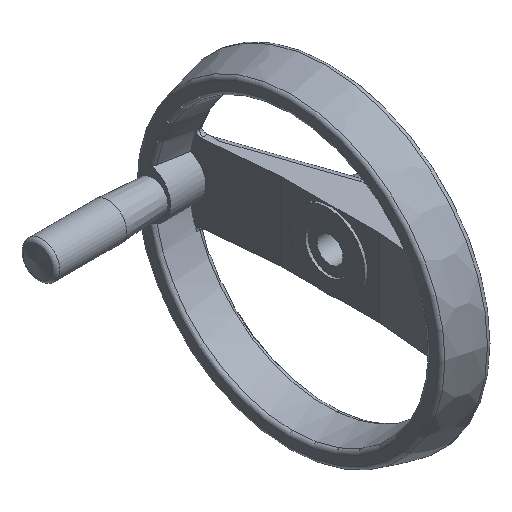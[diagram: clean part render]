
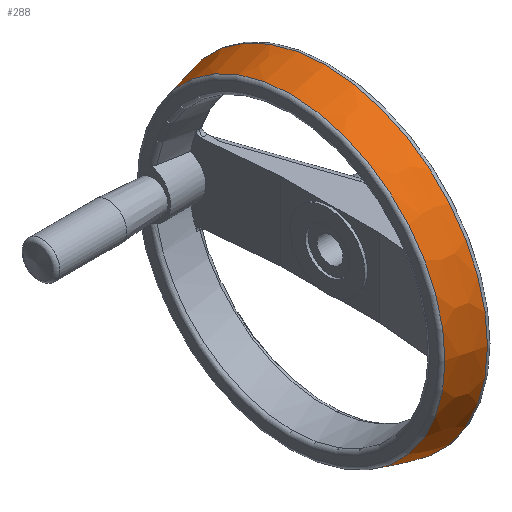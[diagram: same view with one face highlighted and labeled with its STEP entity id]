
A CAD part, isometric view. The second image highlights one B-rep face of the part: STEP entity #288.
In plain terms, the highlighted free-form (B-spline) face has degree [3, 3] with [4, 7] control points.
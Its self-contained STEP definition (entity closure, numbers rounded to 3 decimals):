
#97=(
BOUNDED_SURFACE()
B_SPLINE_SURFACE(3,3,((#1543,#1544,#1545,#1546,#1547,#1548,#1549),(#1550,
#1551,#1552,#1553,#1554,#1555,#1556),(#1557,#1558,#1559,#1560,#1561,#1562,
#1563),(#1564,#1565,#1566,#1567,#1568,#1569,#1570)),.UNSPECIFIED.,.F.,.T.,
.F.)
B_SPLINE_SURFACE_WITH_KNOTS((4,4),(1,3,3,3,1),(0.,1.),(-0.5,0.,0.5,1.,1.5),
.UNSPECIFIED.)
GEOMETRIC_REPRESENTATION_ITEM()
RATIONAL_B_SPLINE_SURFACE(((1.,0.333,0.333,1.,0.333,
0.333,1.),(1.,0.333,0.333,
1.,0.333,0.333,1.),
(1.,0.333,0.333,1.,
0.333,0.333,1.),(1.,0.333,
0.333,1.,0.333,0.333,1.)))
REPRESENTATION_ITEM('')
SURFACE()
);
#288=ADVANCED_FACE('',(#346,#347),#97,.T.);
#346=FACE_BOUND('',#404,.T.);
#347=FACE_BOUND('',#405,.T.);
#404=EDGE_LOOP('',(#553));
#405=EDGE_LOOP('',(#554));
#553=ORIENTED_EDGE('',*,*,#821,.F.);
#554=ORIENTED_EDGE('',*,*,#820,.T.);
#723=VERTEX_POINT('',#1539);
#724=VERTEX_POINT('',#1542);
#820=EDGE_CURVE('',#723,#723,#877,.T.);
#821=EDGE_CURVE('',#724,#724,#878,.T.);
#877=CIRCLE('',#954,118.636);
#878=CIRCLE('',#956,125.244);
#954=AXIS2_PLACEMENT_3D('',#1538,#1133,#1134);
#956=AXIS2_PLACEMENT_3D('',#1541,#1137,#1138);
#1133=DIRECTION('',(1.,0.,0.));
#1134=DIRECTION('',(0.,0.,-1.));
#1137=DIRECTION('',(1.,0.,0.));
#1138=DIRECTION('',(0.,0.,-1.));
#1538=CARTESIAN_POINT('',(390.161,353.,0.));
#1539=CARTESIAN_POINT('',(390.161,353.,-118.636));
#1541=CARTESIAN_POINT('',(416.373,353.,0.));
#1542=CARTESIAN_POINT('',(416.373,353.,-125.244));
#1543=CARTESIAN_POINT('',(416.373,353.,-125.244));
#1544=CARTESIAN_POINT('',(416.373,603.488,-125.244));
#1545=CARTESIAN_POINT('',(416.373,603.488,125.244));
#1546=CARTESIAN_POINT('',(416.373,353.,125.244));
#1547=CARTESIAN_POINT('',(416.373,102.512,125.244));
#1548=CARTESIAN_POINT('',(416.373,102.512,-125.244));
#1549=CARTESIAN_POINT('',(416.373,353.,-125.244));
#1550=CARTESIAN_POINT('',(407.558,353.,-123.36));
#1551=CARTESIAN_POINT('',(407.558,599.721,-123.36));
#1552=CARTESIAN_POINT('',(407.558,599.721,123.36));
#1553=CARTESIAN_POINT('',(407.558,353.,123.36));
#1554=CARTESIAN_POINT('',(407.558,106.279,123.36));
#1555=CARTESIAN_POINT('',(407.558,106.279,-123.36));
#1556=CARTESIAN_POINT('',(407.558,353.,-123.36));
#1557=CARTESIAN_POINT('',(398.816,353.,-121.157));
#1558=CARTESIAN_POINT('',(398.816,595.314,-121.157));
#1559=CARTESIAN_POINT('',(398.816,595.314,121.157));
#1560=CARTESIAN_POINT('',(398.816,353.,121.157));
#1561=CARTESIAN_POINT('',(398.816,110.686,121.157));
#1562=CARTESIAN_POINT('',(398.816,110.686,-121.157));
#1563=CARTESIAN_POINT('',(398.816,353.,-121.157));
#1564=CARTESIAN_POINT('',(390.161,353.,-118.636));
#1565=CARTESIAN_POINT('',(390.161,590.273,-118.636));
#1566=CARTESIAN_POINT('',(390.161,590.273,118.636));
#1567=CARTESIAN_POINT('',(390.161,353.,118.636));
#1568=CARTESIAN_POINT('',(390.161,115.727,118.636));
#1569=CARTESIAN_POINT('',(390.161,115.727,-118.636));
#1570=CARTESIAN_POINT('',(390.161,353.,-118.636));
